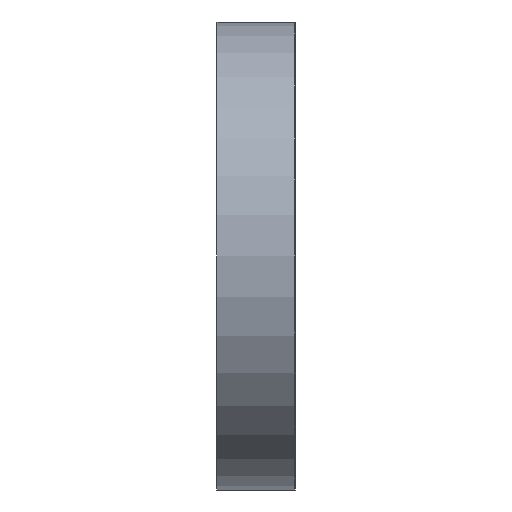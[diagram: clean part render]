
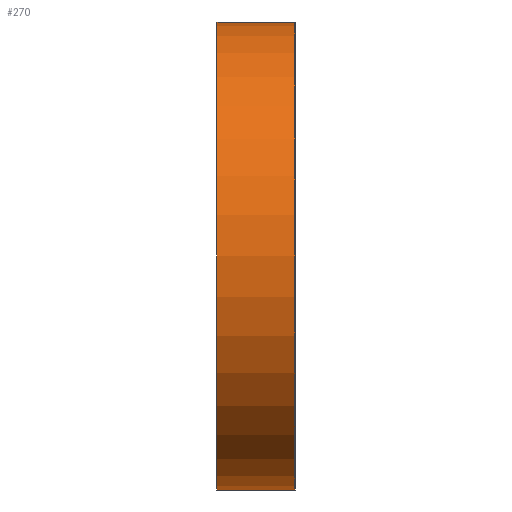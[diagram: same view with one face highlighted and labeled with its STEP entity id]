
A CAD part, left-side view. The second image highlights one B-rep face of the part: STEP entity #270.
In plain terms, the highlighted cylindrical face has radius 4.8 mm (diameter 9.6 mm), a partial arc.
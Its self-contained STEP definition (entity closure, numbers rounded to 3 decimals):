
#15=CYLINDRICAL_SURFACE('',#309,4.8);
#55=FACE_OUTER_BOUND('',#88,.T.);
#88=EDGE_LOOP('',(#230,#231,#232,#233));
#114=LINE('',#462,#122);
#115=LINE('',#463,#123);
#122=VECTOR('',#378,1.6);
#123=VECTOR('',#379,1.6);
#126=CIRCLE('',#286,4.8);
#137=CIRCLE('',#298,4.8);
#148=VERTEX_POINT('',#408);
#149=VERTEX_POINT('',#409);
#161=VERTEX_POINT('',#435);
#162=VERTEX_POINT('',#436);
#174=EDGE_CURVE('',#148,#149,#126,.T.);
#187=EDGE_CURVE('',#161,#162,#137,.T.);
#200=EDGE_CURVE('',#149,#162,#114,.T.);
#201=EDGE_CURVE('',#148,#161,#115,.T.);
#230=ORIENTED_EDGE('',*,*,#174,.T.);
#231=ORIENTED_EDGE('',*,*,#200,.T.);
#232=ORIENTED_EDGE('',*,*,#187,.F.);
#233=ORIENTED_EDGE('',*,*,#201,.F.);
#270=ADVANCED_FACE('',(#55),#15,.T.);
#286=AXIS2_PLACEMENT_3D('',#410,#326,#327);
#298=AXIS2_PLACEMENT_3D('',#437,#352,#353);
#309=AXIS2_PLACEMENT_3D('',#461,#376,#377);
#326=DIRECTION('center_axis',(0.,1.,0.));
#327=DIRECTION('ref_axis',(0.,0.,-1.));
#352=DIRECTION('center_axis',(0.,1.,0.));
#353=DIRECTION('ref_axis',(0.,0.,-1.));
#376=DIRECTION('center_axis',(0.,1.,0.));
#377=DIRECTION('ref_axis',(1.,0.,0.));
#378=DIRECTION('',(0.,1.,0.));
#379=DIRECTION('',(0.,1.,0.));
#408=CARTESIAN_POINT('',(-31.2,0.,-4.8));
#409=CARTESIAN_POINT('',(-31.2,0.,4.8));
#410=CARTESIAN_POINT('Origin',(-31.2,0.,0.));
#435=CARTESIAN_POINT('',(-31.2,1.6,-4.8));
#436=CARTESIAN_POINT('',(-31.2,1.6,4.8));
#437=CARTESIAN_POINT('Origin',(-31.2,1.6,0.));
#461=CARTESIAN_POINT('Origin',(-31.2,0.,0.));
#462=CARTESIAN_POINT('',(-31.2,0.,4.8));
#463=CARTESIAN_POINT('',(-31.2,0.,-4.8));
